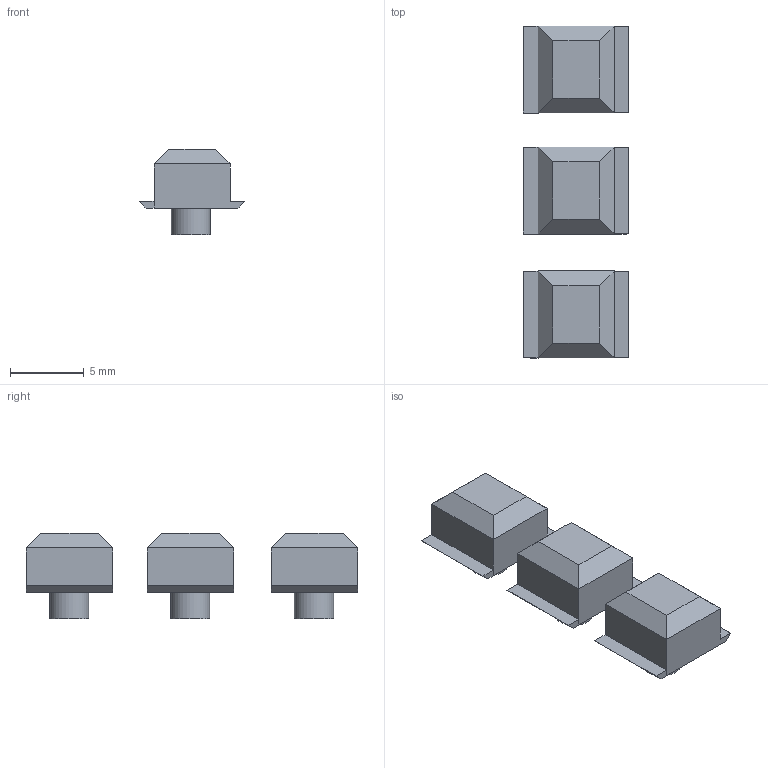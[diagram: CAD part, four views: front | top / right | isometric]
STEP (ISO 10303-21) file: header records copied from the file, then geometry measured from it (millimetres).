
FILE_DESCRIPTION(/* description */ (''),/* implementation_level */ '2;1');
FILE_NAME(/* name */ 'Button-Caps_JamJam.step',/* time_stamp */ '2025-11-06T00:05:25+05:30',/* author */ (''),/* organization */ (''),/* preprocessor_version */ 'ST-DEVELOPER v20.1',/* originating_system */ 'Autodesk Translation Framework v14.17.0.0',/* authorisation */ '');
FILE_SCHEMA (('AUTOMOTIVE_DESIGN { 1 0 10303 214 3 1 1 }'));
Length unit declared in the file: millimetre
Products named in the file (1): Jammer
Bounding box: 7.14 x 22.49 x 5.8 mm (x, y, z)
Volume: 377.6 mm3; surface area: 513.4 mm2
Topology: 3 solids, 3 shells, 66 faces, 153 edges, 96 vertices
Faces by surface type: plane 63, cylinder 3
Full cylindrical faces by diameter (mm): 2.659 x3
Entity records: 1839 total; most frequent: CARTESIAN_POINT 316, ORIENTED_EDGE 306, DIRECTION 293, EDGE_CURVE 153, LINE 147, VECTOR 147, VERTEX_POINT 96, AXIS2_PLACEMENT_3D 73
